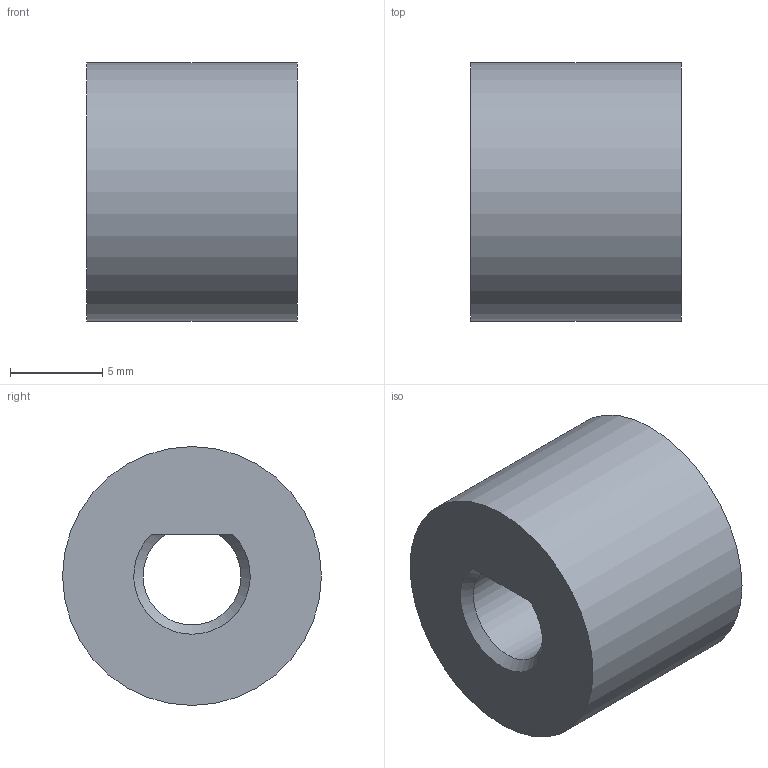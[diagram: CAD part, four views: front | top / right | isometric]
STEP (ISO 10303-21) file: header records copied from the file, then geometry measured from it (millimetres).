
FILE_DESCRIPTION(/* description */ (''),/* implementation_level */ '2;1');
FILE_NAME(/* name */ 'Coupler.stp',/* time_stamp */ '2024-05-06T20:47:48+02:00',/* author */ ('bjoer'),/* organization */ (''),/* preprocessor_version */ 'ST-DEVELOPER v19.2',/* originating_system */ 'Autodesk Inventor 2024',/* authorisation */ '');
FILE_SCHEMA (('AUTOMOTIVE_DESIGN { 1 0 10303 214 3 1 1 }'));
Length unit declared in the file: inch
Products named in the file (1): Coupler
Bounding box: 11.4 x 14 x 14 mm (x, y, z)
Volume: 1260.4 mm3; surface area: 1259.7 mm2
Topology: 1 solids, 1 shells, 12 faces, 22 edges, 14 vertices
Faces by surface type: plane 5, cylinder 4, cone 3
Full cylindrical faces by diameter (mm): 7.1 x1, 10.1 x1, 14 x1
Entity records: 369 total; most frequent: DIRECTION 57, CARTESIAN_POINT 53, ORIENTED_EDGE 44, AXIS2_PLACEMENT_3D 24, EDGE_CURVE 22, EDGE_LOOP 16, VERTEX_POINT 14, STYLED_ITEM 13
